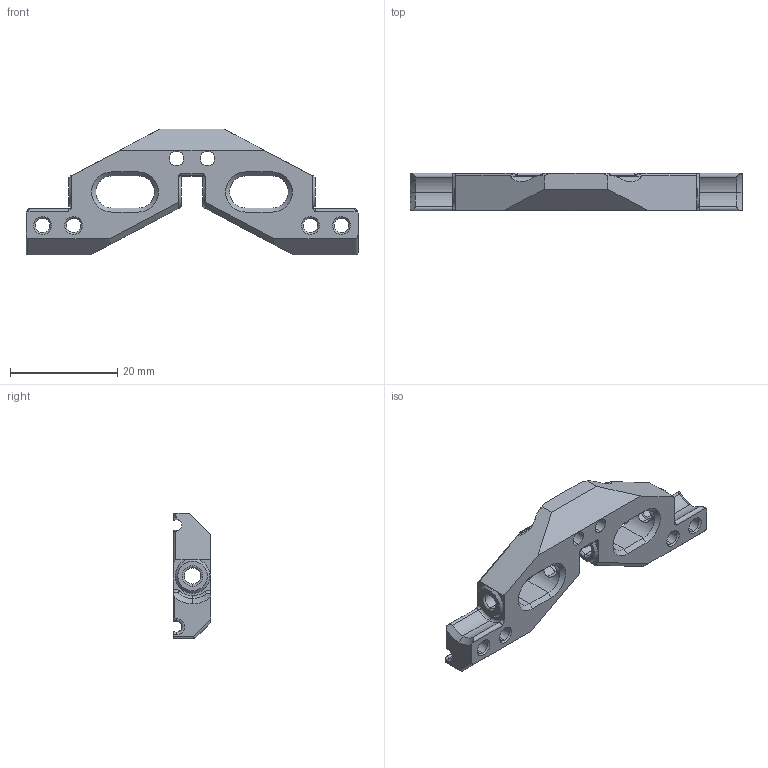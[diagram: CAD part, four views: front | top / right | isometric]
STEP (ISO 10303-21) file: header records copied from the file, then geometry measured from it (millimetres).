
FILE_DESCRIPTION (( 'STEP AP214' ), '1' );
FILE_NAME ('CableGuide.STEP', '2024-02-18T09:56:41', ( '' ), ( '' ), 'SwSTEP 2.0', '', '' );
FILE_SCHEMA (( 'AUTOMOTIVE_DESIGN' ));
Length unit declared in the file: millimetre
Products named in the file (1): CableGuide
Bounding box: 62 x 7 x 23.5 mm (x, y, z)
Volume: 4133.2 mm3; surface area: 3390.5 mm2
Topology: 1 solids, 1 shells, 242 faces, 606 edges, 364 vertices
Faces by surface type: cylinder 75, plane 61, cone 52, torus 40, bspline 14
Entity records: 7938 total; most frequent: CARTESIAN_POINT 2231, DIRECTION 1204, ORIENTED_EDGE 1196, EDGE_CURVE 598, AXIS2_PLACEMENT_3D 473, VERTEX_POINT 364, EDGE_LOOP 272, VECTOR 258
